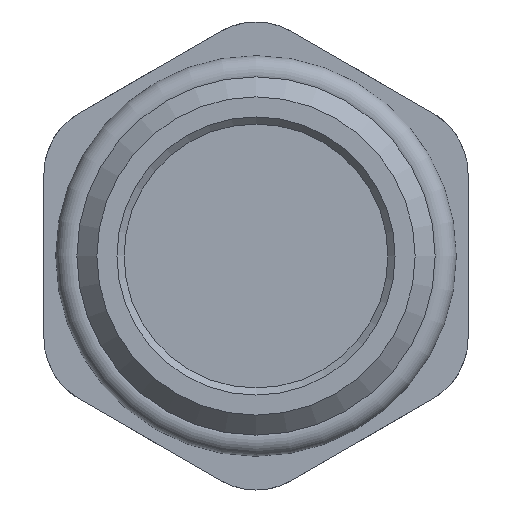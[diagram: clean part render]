
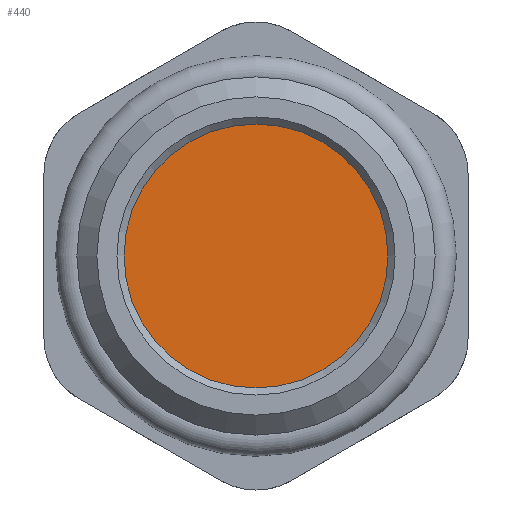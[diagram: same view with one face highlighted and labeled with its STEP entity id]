
A CAD part, front view. The second image highlights one B-rep face of the part: STEP entity #440.
In plain terms, the highlighted planar face has unit normal (0, -1, 0).
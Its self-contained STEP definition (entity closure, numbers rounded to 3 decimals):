
#103=FACE_OUTER_BOUND('',#134,.T.);
#134=EDGE_LOOP('',(#314));
#172=CIRCLE('',#504,5.6);
#203=VERTEX_POINT('',#716);
#246=EDGE_CURVE('',#203,#203,#172,.T.);
#314=ORIENTED_EDGE('',*,*,#246,.F.);
#428=PLANE('',#503);
#440=ADVANCED_FACE('',(#103),#428,.F.);
#503=AXIS2_PLACEMENT_3D('',#715,#580,#581);
#504=AXIS2_PLACEMENT_3D('',#717,#582,#583);
#580=DIRECTION('center_axis',(0.,1.,0.));
#581=DIRECTION('ref_axis',(0.,0.,1.));
#582=DIRECTION('center_axis',(0.,1.,0.));
#583=DIRECTION('ref_axis',(1.,0.,0.));
#715=CARTESIAN_POINT('Origin',(-6.028,6.072,0.));
#716=CARTESIAN_POINT('',(-11.628,6.072,0.));
#717=CARTESIAN_POINT('Origin',(-6.028,6.072,0.));
